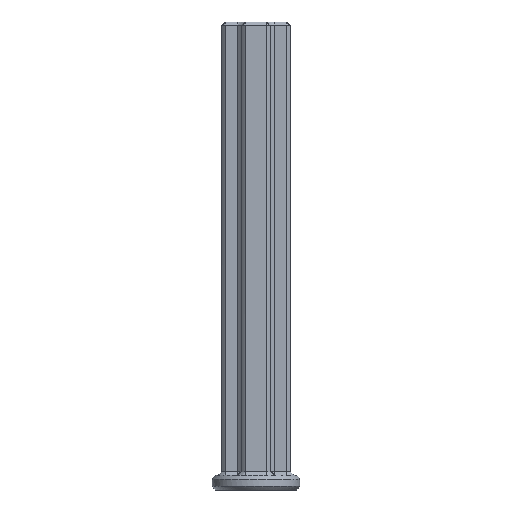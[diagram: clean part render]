
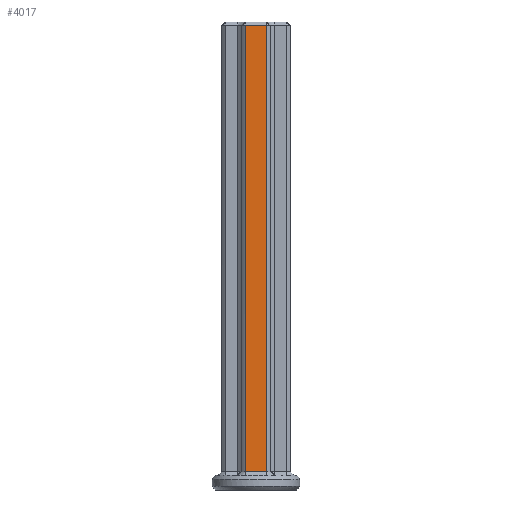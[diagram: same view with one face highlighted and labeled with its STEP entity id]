
A CAD part, front view. The second image highlights one B-rep face of the part: STEP entity #4017.
In plain terms, the highlighted planar face has unit normal (0, -1, 0).
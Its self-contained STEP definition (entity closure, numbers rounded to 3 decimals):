
#38 = CARTESIAN_POINT ( 'NONE',  ( -0.75, -2.335, 1.25 ) ) ;
#180 = CARTESIAN_POINT ( 'NONE',  ( -0.75, -2.335, 1.25 ) ) ;
#333 = ORIENTED_EDGE ( 'NONE', *, *, #15265, .T. ) ;
#748 = VERTEX_POINT ( 'NONE', #9037 ) ;
#1171 = CARTESIAN_POINT ( 'NONE',  ( 0.25, -2.335, 31.75 ) ) ;
#1216 = EDGE_CURVE ( 'NONE', #2512, #748, #8997, .T. ) ;
#1928 = B_SPLINE_CURVE_WITH_KNOTS ( 'NONE', 3,
 ( #3730, #5035, #8459, #6232 ),
 .UNSPECIFIED., .F., .F.,
 ( 4, 4 ),
 ( 0., 1. ),
 .UNSPECIFIED. ) ;
#2365 = CARTESIAN_POINT ( 'NONE',  ( -0.75, -2.335, 31.75 ) ) ;
#2512 = VERTEX_POINT ( 'NONE', #10752 ) ;
#2717 = DIRECTION ( 'NONE',  ( 0., 0., 1. ) ) ;
#3418 = ORIENTED_EDGE ( 'NONE', *, *, #11567, .T. ) ;
#3487 = EDGE_LOOP ( 'NONE', ( #5245, #8154, #333, #3418 ) ) ;
#3643 = AXIS2_PLACEMENT_3D ( 'NONE', #4039, #11242, #2717 ) ;
#3677 = CARTESIAN_POINT ( 'NONE',  ( -0.75, -2.335, 31.75 ) ) ;
#3730 = CARTESIAN_POINT ( 'NONE',  ( -0.75, -2.335, 1.25 ) ) ;
#3943 = EDGE_CURVE ( 'NONE', #5626, #2512, #1928, .T. ) ;
#4017 = ADVANCED_FACE ( 'NONE', ( #10367 ), #8411, .F. ) ;
#4039 = CARTESIAN_POINT ( 'NONE',  ( -1., -2.335, 32. ) ) ;
#5035 = CARTESIAN_POINT ( 'NONE',  ( -0.25, -2.335, 1.25 ) ) ;
#5245 = ORIENTED_EDGE ( 'NONE', *, *, #3943, .T. ) ;
#5493 = CARTESIAN_POINT ( 'NONE',  ( 0.75, -2.335, 11.417 ) ) ;
#5626 = VERTEX_POINT ( 'NONE', #38 ) ;
#6139 = CARTESIAN_POINT ( 'NONE',  ( -0.75, -2.335, 11.417 ) ) ;
#6232 = CARTESIAN_POINT ( 'NONE',  ( 0.75, -2.335, 1.25 ) ) ;
#6588 = CARTESIAN_POINT ( 'NONE',  ( 0.75, -2.335, 21.583 ) ) ;
#7260 = CARTESIAN_POINT ( 'NONE',  ( -0.75, -2.335, 31.75 ) ) ;
#8154 = ORIENTED_EDGE ( 'NONE', *, *, #1216, .T. ) ;
#8411 = PLANE ( 'NONE',  #3643 ) ;
#8459 = CARTESIAN_POINT ( 'NONE',  ( 0.25, -2.335, 1.25 ) ) ;
#8460 = CARTESIAN_POINT ( 'NONE',  ( -0.75, -2.335, 21.583 ) ) ;
#8997 = B_SPLINE_CURVE_WITH_KNOTS ( 'NONE', 3,
 ( #10171, #5493, #6588, #10279 ),
 .UNSPECIFIED., .F., .F.,
 ( 4, 4 ),
 ( 0., 1. ),
 .UNSPECIFIED. ) ;
#9037 = CARTESIAN_POINT ( 'NONE',  ( 0.75, -2.335, 31.75 ) ) ;
#9610 = CARTESIAN_POINT ( 'NONE',  ( -0.25, -2.335, 31.75 ) ) ;
#10171 = CARTESIAN_POINT ( 'NONE',  ( 0.75, -2.335, 1.25 ) ) ;
#10279 = CARTESIAN_POINT ( 'NONE',  ( 0.75, -2.335, 31.75 ) ) ;
#10367 = FACE_OUTER_BOUND ( 'NONE', #3487, .T. ) ;
#10752 = CARTESIAN_POINT ( 'NONE',  ( 0.75, -2.335, 1.25 ) ) ;
#11242 = DIRECTION ( 'NONE',  ( 0., 1., 0. ) ) ;
#11567 = EDGE_CURVE ( 'NONE', #13396, #5626, #12721, .T. ) ;
#12721 = B_SPLINE_CURVE_WITH_KNOTS ( 'NONE', 3,
 ( #3677, #8460, #6139, #180 ),
 .UNSPECIFIED., .F., .F.,
 ( 4, 4 ),
 ( 0., 1. ),
 .UNSPECIFIED. ) ;
#13396 = VERTEX_POINT ( 'NONE', #7260 ) ;
#14837 = B_SPLINE_CURVE_WITH_KNOTS ( 'NONE', 3,
 ( #15485, #1171, #9610, #2365 ),
 .UNSPECIFIED., .F., .F.,
 ( 4, 4 ),
 ( 0., 1. ),
 .UNSPECIFIED. ) ;
#15265 = EDGE_CURVE ( 'NONE', #748, #13396, #14837, .T. ) ;
#15485 = CARTESIAN_POINT ( 'NONE',  ( 0.75, -2.335, 31.75 ) ) ;
